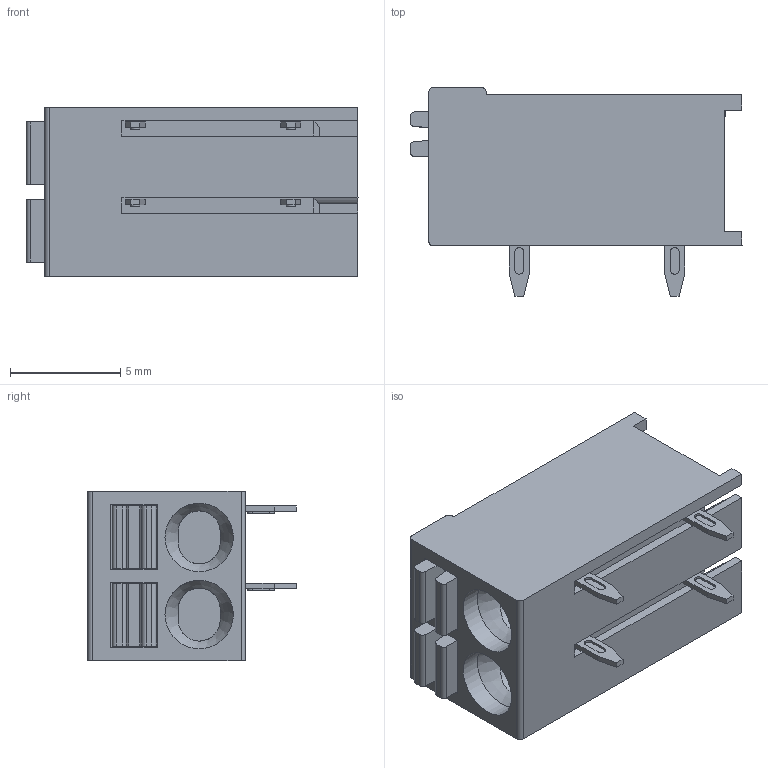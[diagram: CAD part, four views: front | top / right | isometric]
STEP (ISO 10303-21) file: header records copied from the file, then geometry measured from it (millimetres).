
FILE_DESCRIPTION(('STEP AP214'),'1');
FILE_NAME('MPM102-3.5-H.stp','2022-05-16T07:19:27',(' '),(' '),'Spatial InterOp 3D',' ',' ');
FILE_SCHEMA(('AUTOMOTIVE_DESIGN { 1 0 10303 214 1 1 1 1 }'));
Length unit declared in the file: metre
Products named in the file (1): 1652690268
Bounding box: 15.05 x 9.45 x 7.7 mm (x, y, z)
Volume: 634.2 mm3; surface area: 872.5 mm2
Topology: 1 solids, 1 shells, 340 faces, 931 edges, 606 vertices
Faces by surface type: plane 286, cylinder 52, cone 2
Full cylindrical faces by diameter (mm): 3.1 x2
Entity records: 13382 total; most frequent: CARTESIAN_POINT 1972, ORIENTED_EDGE 1846, DIRECTION 1697, EDGE_CURVE 923, LINE 815, VECTOR 815, VERTEX_POINT 602, AXIS2_PLACEMENT_3D 441
